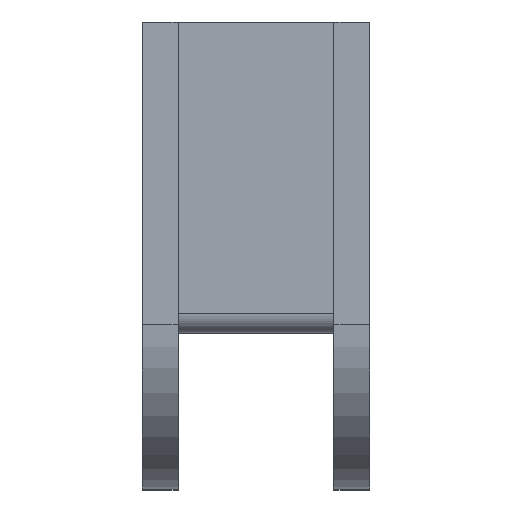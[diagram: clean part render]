
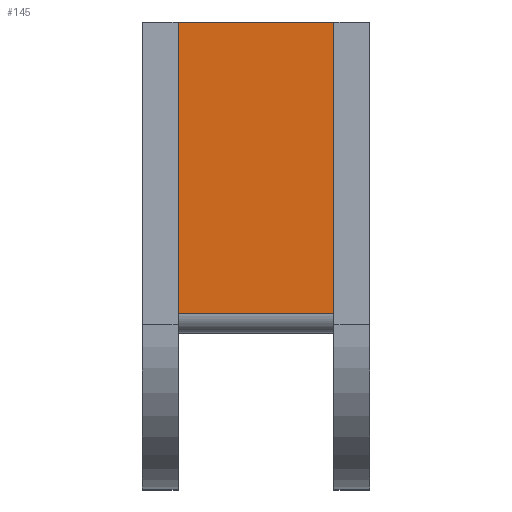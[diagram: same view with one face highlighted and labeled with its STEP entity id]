
A CAD part, top view. The second image highlights one B-rep face of the part: STEP entity #145.
In plain terms, the highlighted planar face has unit normal (0, 0, 1).
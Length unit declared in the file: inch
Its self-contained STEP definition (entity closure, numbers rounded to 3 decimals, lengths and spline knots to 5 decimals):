
#145=ADVANCED_FACE('',(#313),#314,.T.);
#313=FACE_OUTER_BOUND('',#654,.T.);
#314=PLANE('',#655);
#654=EDGE_LOOP('',(#1072,#1073,#1074,#1075));
#655=AXIS2_PLACEMENT_3D('',#1076,#1077,#1078);
#1072=ORIENTED_EDGE('',*,*,#1283,.F.);
#1073=ORIENTED_EDGE('',*,*,#1171,.F.);
#1074=ORIENTED_EDGE('',*,*,#1193,.F.);
#1075=ORIENTED_EDGE('',*,*,#1339,.T.);
#1076=CARTESIAN_POINT('',(2.0,3.35505,3.24282));
#1077=DIRECTION('',(0.0,0.0,1.0));
#1078=DIRECTION('',(0.0,1.0,-0.0));
#1171=EDGE_CURVE('',#1368,#1364,#1370,.T.);
#1193=EDGE_CURVE('',#1406,#1368,#1408,.T.);
#1283=EDGE_CURVE('',#1364,#1553,#1554,.T.);
#1339=EDGE_CURVE('',#1406,#1553,#1630,.T.);
#1364=VERTEX_POINT('',#1655);
#1368=VERTEX_POINT('',#1663);
#1370=LINE('',#1668,#1669);
#1406=VERTEX_POINT('',#1735);
#1408=LINE('',#1738,#1739);
#1553=VERTEX_POINT('',#2019);
#1554=LINE('',#2020,#2021);
#1630=LINE('',#2201,#2202);
#1655=CARTESIAN_POINT('',(0.375,1.83506,3.24282));
#1663=CARTESIAN_POINT('',(2.0,1.83506,3.24282));
#1668=CARTESIAN_POINT('',(2.0,1.83506,3.24282));
#1669=VECTOR('',#2233,1.);
#1735=CARTESIAN_POINT('',(2.0,4.87505,3.24282));
#1738=CARTESIAN_POINT('',(2.0,2.7325,3.24282));
#1739=VECTOR('',#2244,1.0);
#2019=CARTESIAN_POINT('',(0.375,4.87505,3.24282));
#2020=CARTESIAN_POINT('',(0.375,2.7325,3.24282));
#2021=VECTOR('',#2281,1.0);
#2201=CARTESIAN_POINT('',(2.0,4.87505,3.24282));
#2202=VECTOR('',#2296,1.);
#2233=DIRECTION('',(-1.0,0.0,0.0));
#2244=DIRECTION('',(0.0,-1.0,0.0));
#2281=DIRECTION('',(0.0,1.0,0.0));
#2296=DIRECTION('',(-1.0,0.0,0.0));
